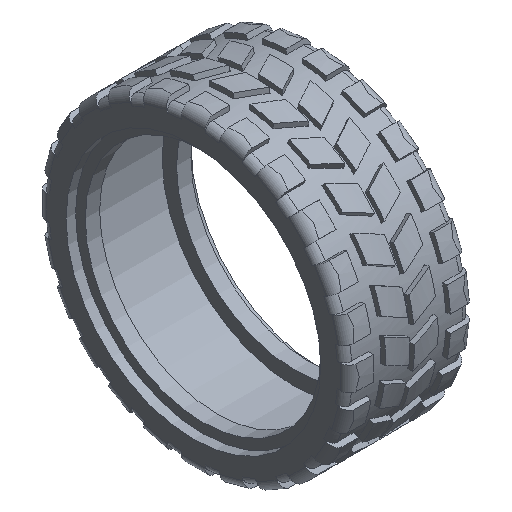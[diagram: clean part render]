
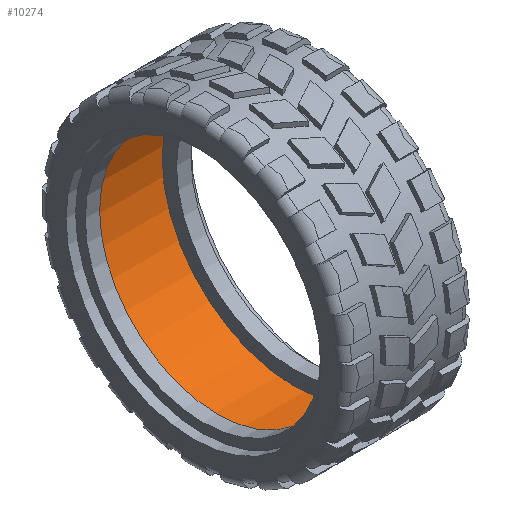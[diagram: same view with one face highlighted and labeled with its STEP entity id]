
A CAD part, isometric view. The second image highlights one B-rep face of the part: STEP entity #10274.
In plain terms, the highlighted cylindrical face has radius 29.5 mm (diameter 59 mm), a full revolution.
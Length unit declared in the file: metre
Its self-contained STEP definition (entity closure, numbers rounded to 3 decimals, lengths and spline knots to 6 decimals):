
#264=CYLINDRICAL_SURFACE('',#14679,0.0295);
#3497=ORIENTED_EDGE('',*,*,#5990,.T.);
#3498=ORIENTED_EDGE('',*,*,#5991,.F.);
#5990=EDGE_CURVE('',#7180,#7180,#7770,.T.);
#5991=EDGE_CURVE('',#7181,#7181,#7771,.T.);
#7180=VERTEX_POINT('',#20754);
#7181=VERTEX_POINT('',#20757);
#7770=CIRCLE('',#14678,0.0295);
#7771=CIRCLE('',#14680,0.0295);
#8226=EDGE_LOOP('',(#3497));
#8227=EDGE_LOOP('',(#3498));
#8834=FACE_BOUND('',#8226,.T.);
#8835=FACE_BOUND('',#8227,.T.);
#10274=ADVANCED_FACE('',(#8834,#8835),#264,.F.);
#14678=AXIS2_PLACEMENT_3D('',#20753,#17244,#17245);
#14679=AXIS2_PLACEMENT_3D('',#20755,#17246,#17247);
#14680=AXIS2_PLACEMENT_3D('',#20756,#17248,#17249);
#17244=DIRECTION('',(-1.,0.,0.));
#17245=DIRECTION('',(0.,-1.,0.));
#17246=DIRECTION('',(-1.,0.,0.));
#17247=DIRECTION('',(0.,-1.,0.));
#17248=DIRECTION('',(-1.,0.,0.));
#17249=DIRECTION('',(0.,-1.,0.));
#20753=CARTESIAN_POINT('',(-0.002022,-0.053,-0.00508));
#20754=CARTESIAN_POINT('',(-0.002022,-0.0825,-0.00508));
#20755=CARTESIAN_POINT('',(-0.004022,-0.053,-0.00508));
#20756=CARTESIAN_POINT('',(0.019978,-0.053,-0.00508));
#20757=CARTESIAN_POINT('',(0.019978,-0.0825,-0.00508));
